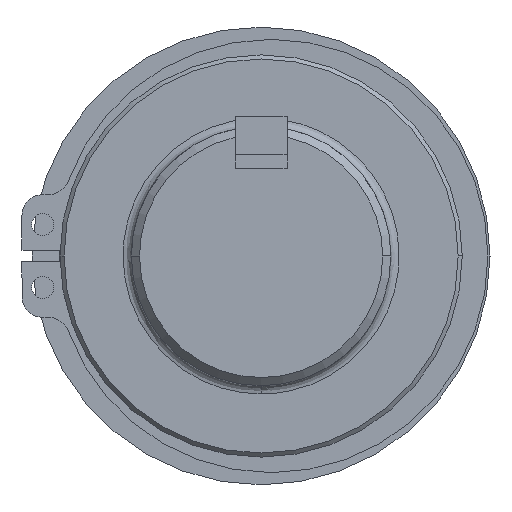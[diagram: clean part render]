
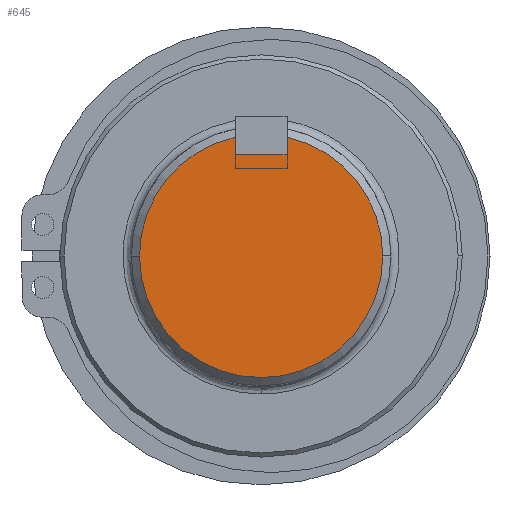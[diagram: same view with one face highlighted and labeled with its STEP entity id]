
A CAD part, left-side view. The second image highlights one B-rep face of the part: STEP entity #645.
In plain terms, the highlighted planar face has unit normal (-1, 0, 0).
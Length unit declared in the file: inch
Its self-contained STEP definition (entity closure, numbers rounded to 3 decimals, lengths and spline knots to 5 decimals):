
#2 = VERTEX_POINT ( 'NONE', #1129 ) ;
#74 = CARTESIAN_POINT ( 'NONE',  ( -6.38189, -0.58563, 0. ) ) ;
#138 = DIRECTION ( 'NONE',  ( 1., 0., 0. ) ) ;
#286 = VECTOR ( 'NONE', #2535, 39.37008 ) ;
#309 = DIRECTION ( 'NONE',  ( 0., -1., 0. ) ) ;
#332 = ORIENTED_EDGE ( 'NONE', *, *, #2880, .F. ) ;
#341 = VERTEX_POINT ( 'NONE', #3461 ) ;
#454 = DIRECTION ( 'NONE',  ( 0., 1., 0. ) ) ;
#476 = CARTESIAN_POINT ( 'NONE',  ( -6.38189, 0., 0. ) ) ;
#577 = VERTEX_POINT ( 'NONE', #2151 ) ;
#645 = ADVANCED_FACE ( 'NONE', ( #996 ), #2852, .T. ) ;
#673 = DIRECTION ( 'NONE',  ( 0., 0., 1. ) ) ;
#674 = VECTOR ( 'NONE', #309, 39.37008 ) ;
#803 = DIRECTION ( 'NONE',  ( 1., 0., 0. ) ) ;
#940 = EDGE_LOOP ( 'NONE', ( #3169, #1765, #2576, #332, #2813, #2453 ) ) ;
#996 = FACE_OUTER_BOUND ( 'NONE', #940, .T. ) ;
#1055 = CIRCLE ( 'NONE', #2028, 0.58563 ) ;
#1063 = CARTESIAN_POINT ( 'NONE',  ( -6.38189, 0., 0. ) ) ;
#1129 = CARTESIAN_POINT ( 'NONE',  ( -6.38189, 0.125, 0.48681 ) ) ;
#1256 = AXIS2_PLACEMENT_3D ( 'NONE', #1870, #1569, #673 ) ;
#1286 = EDGE_CURVE ( 'NONE', #2165, #341, #1509, .T. ) ;
#1367 = DIRECTION ( 'NONE',  ( 0., 1., 0. ) ) ;
#1436 = EDGE_CURVE ( 'NONE', #1681, #2165, #1763, .T. ) ;
#1509 = CIRCLE ( 'NONE', #3964, 0.58563 ) ;
#1569 = DIRECTION ( 'NONE',  ( -1., 0., 0. ) ) ;
#1681 = VERTEX_POINT ( 'NONE', #74 ) ;
#1682 = LINE ( 'NONE', #1931, #3201 ) ;
#1763 = CIRCLE ( 'NONE', #2934, 0.58563 ) ;
#1765 = ORIENTED_EDGE ( 'NONE', *, *, #2237, .T. ) ;
#1869 = CARTESIAN_POINT ( 'NONE',  ( -6.38189, 0.58563, 0. ) ) ;
#1870 = CARTESIAN_POINT ( 'NONE',  ( -6.38189, 0., 0. ) ) ;
#1888 = CARTESIAN_POINT ( 'NONE',  ( -6.38189, 0., 0.48681 ) ) ;
#1897 = DIRECTION ( 'NONE',  ( 0., 1., 0. ) ) ;
#1925 = CARTESIAN_POINT ( 'NONE',  ( -6.38189, 0.125, 0.48681 ) ) ;
#1931 = CARTESIAN_POINT ( 'NONE',  ( -6.38189, -0.125, 0.48681 ) ) ;
#2028 = AXIS2_PLACEMENT_3D ( 'NONE', #476, #803, #454 ) ;
#2126 = EDGE_CURVE ( 'NONE', #2, #2551, #3409, .T. ) ;
#2151 = CARTESIAN_POINT ( 'NONE',  ( -6.38189, -0.125, 0.57213 ) ) ;
#2165 = VERTEX_POINT ( 'NONE', #1869 ) ;
#2227 = DIRECTION ( 'NONE',  ( 1., 0., 0. ) ) ;
#2237 = EDGE_CURVE ( 'NONE', #577, #2551, #1682, .T. ) ;
#2400 = EDGE_CURVE ( 'NONE', #577, #1681, #1055, .T. ) ;
#2453 = ORIENTED_EDGE ( 'NONE', *, *, #1436, .F. ) ;
#2535 = DIRECTION ( 'NONE',  ( 0., 0., -1. ) ) ;
#2551 = VERTEX_POINT ( 'NONE', #2896 ) ;
#2576 = ORIENTED_EDGE ( 'NONE', *, *, #2126, .F. ) ;
#2813 = ORIENTED_EDGE ( 'NONE', *, *, #1286, .F. ) ;
#2852 = PLANE ( 'NONE',  #1256 ) ;
#2880 = EDGE_CURVE ( 'NONE', #341, #2, #3234, .T. ) ;
#2896 = CARTESIAN_POINT ( 'NONE',  ( -6.38189, -0.125, 0.48681 ) ) ;
#2934 = AXIS2_PLACEMENT_3D ( 'NONE', #1063, #138, #1367 ) ;
#3169 = ORIENTED_EDGE ( 'NONE', *, *, #2400, .F. ) ;
#3181 = CARTESIAN_POINT ( 'NONE',  ( -6.38189, 0., 0. ) ) ;
#3201 = VECTOR ( 'NONE', #3486, 39.37008 ) ;
#3234 = LINE ( 'NONE', #1925, #286 ) ;
#3409 = LINE ( 'NONE', #1888, #674 ) ;
#3461 = CARTESIAN_POINT ( 'NONE',  ( -6.38189, 0.125, 0.57213 ) ) ;
#3486 = DIRECTION ( 'NONE',  ( 0., 0., -1. ) ) ;
#3964 = AXIS2_PLACEMENT_3D ( 'NONE', #3181, #2227, #1897 ) ;
